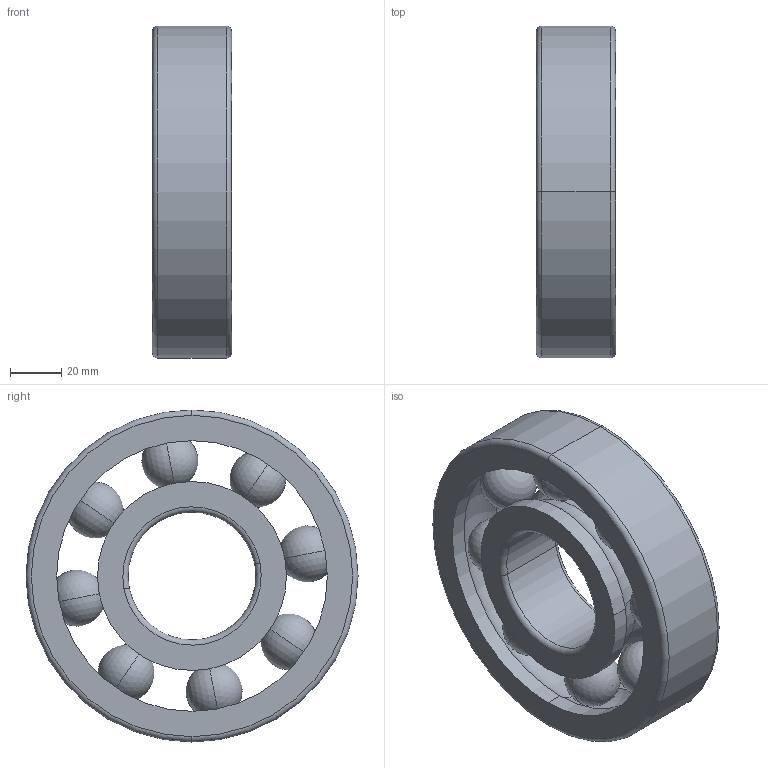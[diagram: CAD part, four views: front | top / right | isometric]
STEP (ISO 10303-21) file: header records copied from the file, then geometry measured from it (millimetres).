
FILE_DESCRIPTION (( 'STEP AP214' ), '1' );
FILE_NAME ('ball_bearing.STEP', '2025-10-29T12:51:52', ( '' ), ( '' ), 'SwSTEP 2.0', 'SolidWorks 2024', '' );
FILE_SCHEMA (( 'AUTOMOTIVE_DESIGN' ));
Length unit declared in the file: millimetre
Products named in the file (4): inner_ring; ball; ball_bearing; outer_ring
Assembly tree (10 placements, depth 2):
  ball_bearing
    ball  x8
    inner_ring
    outer_ring
Bounding box: 31 x 130 x 130 mm (x, y, z)
Volume: 225867.6 mm3; surface area: 61075.7 mm2
Topology: 10 solids, 10 shells, 46 faces, 116 edges, 74 vertices
Faces by surface type: sphere 16, torus 14, cylinder 12, plane 4
Entity records: 1013 total; most frequent: DIRECTION 202, CARTESIAN_POINT 143, ORIENTED_EDGE 124, AXIS2_PLACEMENT_3D 95, EDGE_CURVE 62, CIRCLE 50, VERTEX_POINT 36, EDGE_LOOP 36
